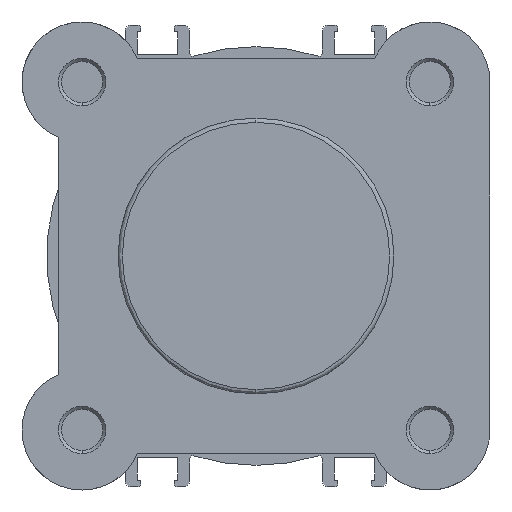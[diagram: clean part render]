
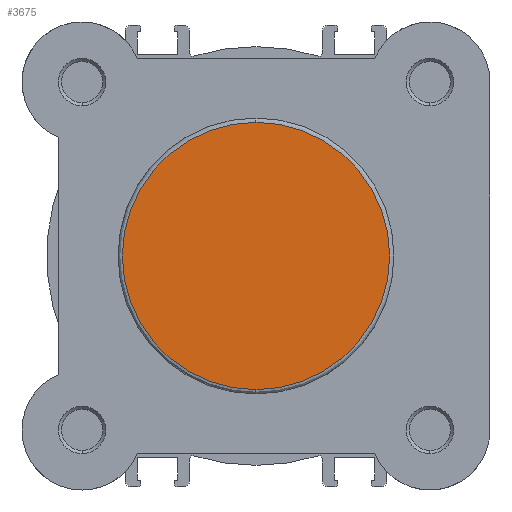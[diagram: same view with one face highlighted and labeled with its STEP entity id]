
A CAD part, left-side view. The second image highlights one B-rep face of the part: STEP entity #3675.
In plain terms, the highlighted planar face has unit normal (-1, 0, 0).
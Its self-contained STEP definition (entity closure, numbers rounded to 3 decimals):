
#537 = DIRECTION ( 'NONE',  ( 0., 0., -1. ) ) ;
#538 = DIRECTION ( 'NONE',  ( -1., 0., 0. ) ) ;
#539 = CARTESIAN_POINT ( 'NONE',  ( 0., 0., 0. ) ) ;
#808 = DIRECTION ( 'NONE',  ( 0., 0., -1. ) ) ;
#809 = DIRECTION ( 'NONE',  ( -1., 0., 0. ) ) ;
#811 = CARTESIAN_POINT ( 'NONE',  ( 0., 0., 0. ) ) ;
#817 = DIRECTION ( 'NONE',  ( 0., 0., -1. ) ) ;
#826 = DIRECTION ( 'NONE',  ( 1., 0., 0. ) ) ;
#829 = PLANE ( 'NONE',  #5969 ) ;
#838 = CARTESIAN_POINT ( 'NONE',  ( 0., 22.4, 0. ) ) ;
#1948 = FACE_OUTER_BOUND ( 'NONE', #5738, .T. ) ;
#2220 = CIRCLE ( 'NONE', #6102, 21.7 ) ;
#2303 = CIRCLE ( 'NONE', #6132, 21.7 ) ;
#2844 = CARTESIAN_POINT ( 'NONE',  ( 0., 0., 21.7 ) ) ;
#2915 = CARTESIAN_POINT ( 'NONE',  ( 0., 0., -21.7 ) ) ;
#3675 = ADVANCED_FACE ( 'NONE', ( #1948 ), #829, .F. ) ;
#4296 = ORIENTED_EDGE ( 'NONE', *, *, #6442, .T. ) ;
#4297 = ORIENTED_EDGE ( 'NONE', *, *, #6386, .T. ) ;
#5738 = EDGE_LOOP ( 'NONE', ( #4297, #4296 ) ) ;
#5969 = AXIS2_PLACEMENT_3D ( 'NONE', #838, #826, #817 ) ;
#6102 = AXIS2_PLACEMENT_3D ( 'NONE', #811, #809, #808 ) ;
#6132 = AXIS2_PLACEMENT_3D ( 'NONE', #539, #538, #537 ) ;
#6386 = EDGE_CURVE ( 'NONE', #7060, #7063, #2220, .T. ) ;
#6442 = EDGE_CURVE ( 'NONE', #7063, #7060, #2303, .T. ) ;
#7060 = VERTEX_POINT ( 'NONE', #2915 ) ;
#7063 = VERTEX_POINT ( 'NONE', #2844 ) ;
